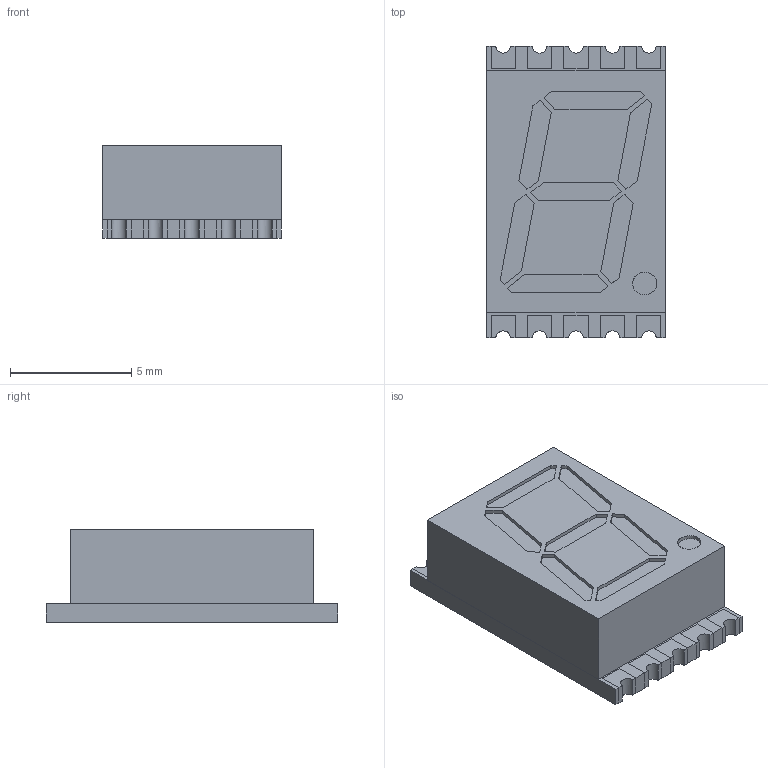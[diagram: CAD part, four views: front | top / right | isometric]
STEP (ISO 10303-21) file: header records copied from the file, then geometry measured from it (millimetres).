
FILE_DESCRIPTION(/* description */ (''),/* implementation_level */ '2;1');
FILE_NAME(/* name */ 'KCSA03-105.1.step',/* time_stamp */ '2020-07-31T08:58:59+01:00',/* author */ (''),/* organization */ (''),/* preprocessor_version */ 'ST-DEVELOPER v18.1',/* originating_system */ 'Autodesk Translation Framework v9.3.0.1241',/* authorisation */ '');
FILE_SCHEMA (('AUTOMOTIVE_DESIGN { 1 0 10303 214 3 1 1 }'));
Length unit declared in the file: millimetre
Products named in the file (1): FusionComponent
Bounding box: 7.34 x 11.99 x 3.83 mm (x, y, z)
Volume: 123.5 mm3; surface area: 817.6 mm2
Topology: 19 solids, 29 shells, 275 faces, 755 edges, 519 vertices
Faces by surface type: plane 263, bspline 12
Entity records: 8665 total; most frequent: CARTESIAN_POINT 1674, ORIENTED_EDGE 1367, DIRECTION 1308, EDGE_CURVE 755, LINE 730, VECTOR 730, VERTEX_POINT 519, AXIS2_PLACEMENT_3D 289
